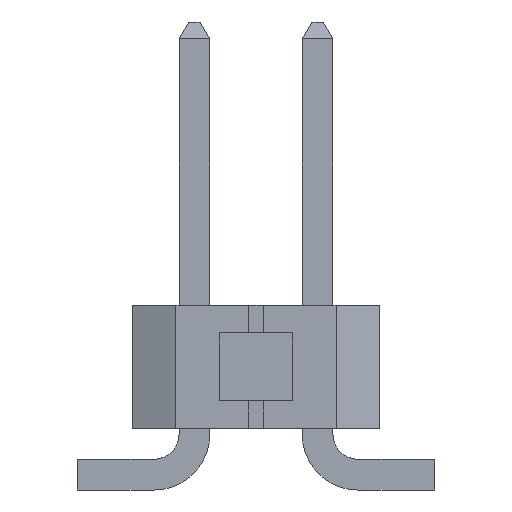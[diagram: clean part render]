
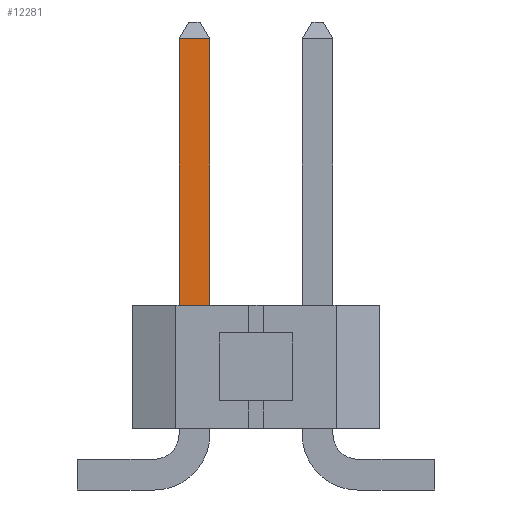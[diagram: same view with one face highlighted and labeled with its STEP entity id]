
A CAD part, left-side view. The second image highlights one B-rep face of the part: STEP entity #12281.
In plain terms, the highlighted planar face has unit normal (-1, 0, 0).
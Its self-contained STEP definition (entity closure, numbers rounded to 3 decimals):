
#4221 = DIRECTION ( 'NONE',  ( 0., 0., 1. ) ) ;
#5170 = VERTEX_POINT ( 'NONE', #32589 ) ;
#6348 = LINE ( 'NONE', #9137, #34325 ) ;
#7583 = VECTOR ( 'NONE', #8784, 1000. ) ;
#8683 = DIRECTION ( 'NONE',  ( 0., 0., -1. ) ) ;
#8784 = DIRECTION ( 'NONE',  ( 0., 1., 0. ) ) ;
#9137 = CARTESIAN_POINT ( 'NONE',  ( -14.287, 0., 3.81 ) ) ;
#10432 = CARTESIAN_POINT ( 'NONE',  ( -14.287, 1.588, 3.81 ) ) ;
#11737 = CARTESIAN_POINT ( 'NONE',  ( -14.287, 2.098, 9.304 ) ) ;
#11837 = DIRECTION ( 'NONE',  ( 0., 0., -1. ) ) ;
#11957 = DIRECTION ( 'NONE',  ( 0., 1., 0. ) ) ;
#12281 = ADVANCED_FACE ( 'NONE', ( #31811 ), #20591, .F. ) ;
#12943 = AXIS2_PLACEMENT_3D ( 'NONE', #23528, #29711, #8683 ) ;
#14898 = CARTESIAN_POINT ( 'NONE',  ( -14.287, 0.953, 1.145 ) ) ;
#14922 = VECTOR ( 'NONE', #11837, 1000. ) ;
#14934 = VERTEX_POINT ( 'NONE', #10432 ) ;
#15679 = ORIENTED_EDGE ( 'NONE', *, *, #16271, .F. ) ;
#16271 = EDGE_CURVE ( 'NONE', #17014, #5170, #32814, .T. ) ;
#17014 = VERTEX_POINT ( 'NONE', #28809 ) ;
#17992 = EDGE_CURVE ( 'NONE', #17014, #36336, #30526, .T. ) ;
#18702 = CARTESIAN_POINT ( 'NONE',  ( -14.287, 1.588, 9.65 ) ) ;
#20591 = PLANE ( 'NONE',  #12943 ) ;
#23259 = EDGE_CURVE ( 'NONE', #14934, #36336, #27714, .T. ) ;
#23528 = CARTESIAN_POINT ( 'NONE',  ( -14.287, 2.098, 1.145 ) ) ;
#25479 = EDGE_LOOP ( 'NONE', ( #15679, #32280, #27014, #36961 ) ) ;
#26957 = EDGE_CURVE ( 'NONE', #5170, #14934, #6348, .T. ) ;
#27014 = ORIENTED_EDGE ( 'NONE', *, *, #23259, .F. ) ;
#27714 = LINE ( 'NONE', #18702, #30495 ) ;
#28809 = CARTESIAN_POINT ( 'NONE',  ( -14.287, 0.953, 9.304 ) ) ;
#29711 = DIRECTION ( 'NONE',  ( 1., 0., 0. ) ) ;
#30495 = VECTOR ( 'NONE', #4221, 1000. ) ;
#30526 = LINE ( 'NONE', #11737, #7583 ) ;
#31811 = FACE_OUTER_BOUND ( 'NONE', #25479, .T. ) ;
#32280 = ORIENTED_EDGE ( 'NONE', *, *, #17992, .T. ) ;
#32589 = CARTESIAN_POINT ( 'NONE',  ( -14.287, 0.953, 3.81 ) ) ;
#32814 = LINE ( 'NONE', #14898, #14922 ) ;
#33730 = CARTESIAN_POINT ( 'NONE',  ( -14.287, 1.588, 9.304 ) ) ;
#34325 = VECTOR ( 'NONE', #11957, 1000. ) ;
#36336 = VERTEX_POINT ( 'NONE', #33730 ) ;
#36961 = ORIENTED_EDGE ( 'NONE', *, *, #26957, .F. ) ;
